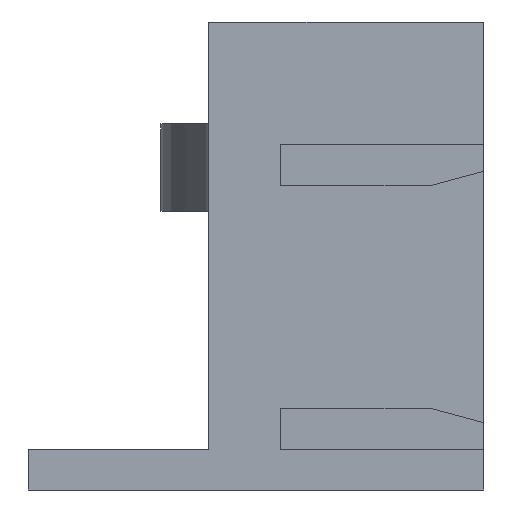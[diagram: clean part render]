
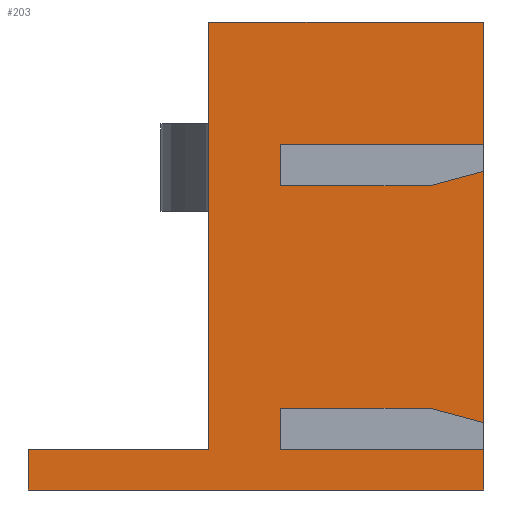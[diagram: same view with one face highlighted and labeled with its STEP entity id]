
A CAD part, left-side view. The second image highlights one B-rep face of the part: STEP entity #203.
In plain terms, the highlighted planar face has unit normal (-1, 0, 0).
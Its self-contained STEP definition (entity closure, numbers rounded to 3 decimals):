
#203=ADVANCED_FACE('',(#418),#308,.T.);
#308=PLANE('',#2619);
#418=FACE_OUTER_BOUND('',#537,.T.);
#537=EDGE_LOOP('',(#1058,#1059,#1060,#1061,#1062,#1063,#1064,#1065,#1066,
#1067,#1068,#1069,#1070,#1071,#1072,#1073));
#1058=ORIENTED_EDGE('',*,*,#1792,.T.);
#1059=ORIENTED_EDGE('',*,*,#1758,.T.);
#1060=ORIENTED_EDGE('',*,*,#1793,.T.);
#1061=ORIENTED_EDGE('',*,*,#1794,.T.);
#1062=ORIENTED_EDGE('',*,*,#1580,.T.);
#1063=ORIENTED_EDGE('',*,*,#1577,.T.);
#1064=ORIENTED_EDGE('',*,*,#1795,.T.);
#1065=ORIENTED_EDGE('',*,*,#1796,.T.);
#1066=ORIENTED_EDGE('',*,*,#1797,.T.);
#1067=ORIENTED_EDGE('',*,*,#1573,.T.);
#1068=ORIENTED_EDGE('',*,*,#1563,.T.);
#1069=ORIENTED_EDGE('',*,*,#1567,.T.);
#1070=ORIENTED_EDGE('',*,*,#1570,.T.);
#1071=ORIENTED_EDGE('',*,*,#1798,.T.);
#1072=ORIENTED_EDGE('',*,*,#1799,.T.);
#1073=ORIENTED_EDGE('',*,*,#1790,.F.);
#1314=VERTEX_POINT('',#3407);
#1315=VERTEX_POINT('',#3409);
#1317=VERTEX_POINT('',#3415);
#1319=VERTEX_POINT('',#3421);
#1321=VERTEX_POINT('',#3429);
#1324=VERTEX_POINT('',#3436);
#1325=VERTEX_POINT('',#3438);
#1327=VERTEX_POINT('',#3444);
#1449=VERTEX_POINT('',#3797);
#1451=VERTEX_POINT('',#3801);
#1470=VERTEX_POINT('',#3862);
#1471=VERTEX_POINT('',#3864);
#1472=VERTEX_POINT('',#3870);
#1473=VERTEX_POINT('',#3873);
#1474=VERTEX_POINT('',#3875);
#1475=VERTEX_POINT('',#3878);
#1563=EDGE_CURVE('',#1315,#1314,#1912,.T.);
#1567=EDGE_CURVE('',#1314,#1317,#1916,.T.);
#1570=EDGE_CURVE('',#1317,#1319,#1919,.T.);
#1573=EDGE_CURVE('',#1321,#1315,#1922,.T.);
#1577=EDGE_CURVE('',#1325,#1324,#1926,.T.);
#1580=EDGE_CURVE('',#1327,#1325,#1929,.T.);
#1758=EDGE_CURVE('',#1449,#1451,#2088,.T.);
#1790=EDGE_CURVE('',#1470,#1471,#2112,.T.);
#1792=EDGE_CURVE('',#1470,#1449,#2114,.T.);
#1793=EDGE_CURVE('',#1451,#1472,#2115,.T.);
#1794=EDGE_CURVE('',#1472,#1327,#2116,.T.);
#1795=EDGE_CURVE('',#1324,#1473,#2117,.T.);
#1796=EDGE_CURVE('',#1473,#1474,#2118,.T.);
#1797=EDGE_CURVE('',#1474,#1321,#2119,.T.);
#1798=EDGE_CURVE('',#1319,#1475,#2120,.T.);
#1799=EDGE_CURVE('',#1475,#1471,#2121,.T.);
#1912=LINE('',#3408,#2229);
#1916=LINE('',#3416,#2233);
#1919=LINE('',#3422,#2236);
#1922=LINE('',#3428,#2239);
#1926=LINE('',#3437,#2243);
#1929=LINE('',#3443,#2246);
#2088=LINE('',#3802,#2405);
#2112=LINE('',#3863,#2429);
#2114=LINE('',#3867,#2431);
#2115=LINE('',#3869,#2432);
#2116=LINE('',#3871,#2433);
#2117=LINE('',#3872,#2434);
#2118=LINE('',#3874,#2435);
#2119=LINE('',#3876,#2436);
#2120=LINE('',#3877,#2437);
#2121=LINE('',#3879,#2438);
#2229=VECTOR('',#2758,1.);
#2233=VECTOR('',#2764,1.);
#2236=VECTOR('',#2769,1.);
#2239=VECTOR('',#2776,1.);
#2243=VECTOR('',#2782,1.);
#2246=VECTOR('',#2787,1.);
#2405=VECTOR('',#3096,1.);
#2429=VECTOR('',#3156,1.);
#2431=VECTOR('',#3160,1.);
#2432=VECTOR('',#3163,1.);
#2433=VECTOR('',#3164,1.);
#2434=VECTOR('',#3165,1.);
#2435=VECTOR('',#3166,1.);
#2436=VECTOR('',#3167,1.);
#2437=VECTOR('',#3168,1.);
#2438=VECTOR('',#3169,1.);
#2619=AXIS2_PLACEMENT_3D('',#3880,#3170,#3171);
#2758=DIRECTION('',(0.,1.,0.));
#2764=DIRECTION('',(0.,0.,1.));
#2769=DIRECTION('',(0.,-1.,0.));
#2776=DIRECTION('',(0.,0.966,-0.259));
#2782=DIRECTION('',(0.,0.,1.));
#2787=DIRECTION('',(0.,1.,0.));
#3096=DIRECTION('',(0.,0.,-1.));
#3156=DIRECTION('',(0.,0.,1.));
#3160=DIRECTION('',(0.,1.,0.));
#3163=DIRECTION('',(0.,-1.,0.));
#3164=DIRECTION('',(0.,0.,1.));
#3165=DIRECTION('',(0.,-1.,0.));
#3166=DIRECTION('',(0.,-0.966,-0.259));
#3167=DIRECTION('',(0.,0.,1.));
#3168=DIRECTION('',(0.,0.,1.));
#3169=DIRECTION('',(0.,1.,0.));
#3170=DIRECTION('',(-1.,0.,0.));
#3171=DIRECTION('',(0.,-1.,0.));
#3407=CARTESIAN_POINT('',(0.,5.58,8.35));
#3408=CARTESIAN_POINT('',(0.,1.493,8.35));
#3409=CARTESIAN_POINT('',(0.,1.493,8.35));
#3415=CARTESIAN_POINT('',(0.,5.58,9.5));
#3416=CARTESIAN_POINT('',(0.,5.58,8.35));
#3421=CARTESIAN_POINT('',(0.,0.,9.5));
#3422=CARTESIAN_POINT('',(0.,5.58,9.5));
#3428=CARTESIAN_POINT('',(0.,0.,8.75));
#3429=CARTESIAN_POINT('',(0.,0.,8.75));
#3436=CARTESIAN_POINT('',(0.,5.58,2.25));
#3437=CARTESIAN_POINT('',(0.,5.58,1.1));
#3438=CARTESIAN_POINT('',(0.,5.58,1.1));
#3443=CARTESIAN_POINT('',(0.,0.,1.1));
#3444=CARTESIAN_POINT('',(0.,0.,1.1));
#3797=CARTESIAN_POINT('',(0.,12.5,1.1));
#3801=CARTESIAN_POINT('',(0.,12.5,0.));
#3802=CARTESIAN_POINT('',(0.,12.5,1.1));
#3862=CARTESIAN_POINT('',(0.,7.55,1.1));
#3863=CARTESIAN_POINT('',(0.,7.55,1.1));
#3864=CARTESIAN_POINT('',(0.,7.55,12.85));
#3867=CARTESIAN_POINT('',(0.,7.55,1.1));
#3869=CARTESIAN_POINT('',(0.,12.5,0.));
#3870=CARTESIAN_POINT('',(0.,0.,0.));
#3871=CARTESIAN_POINT('',(0.,0.,0.));
#3872=CARTESIAN_POINT('',(0.,5.58,2.25));
#3873=CARTESIAN_POINT('',(0.,1.493,2.25));
#3874=CARTESIAN_POINT('',(0.,1.493,2.25));
#3875=CARTESIAN_POINT('',(0.,0.,1.85));
#3876=CARTESIAN_POINT('',(0.,0.,1.85));
#3877=CARTESIAN_POINT('',(0.,0.,9.5));
#3878=CARTESIAN_POINT('',(0.,0.,12.85));
#3879=CARTESIAN_POINT('',(0.,0.,12.85));
#3880=CARTESIAN_POINT('',(0.,12.6,-0.1));
